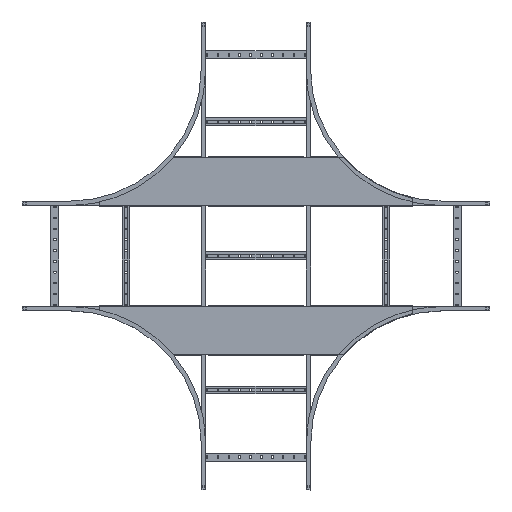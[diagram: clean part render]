
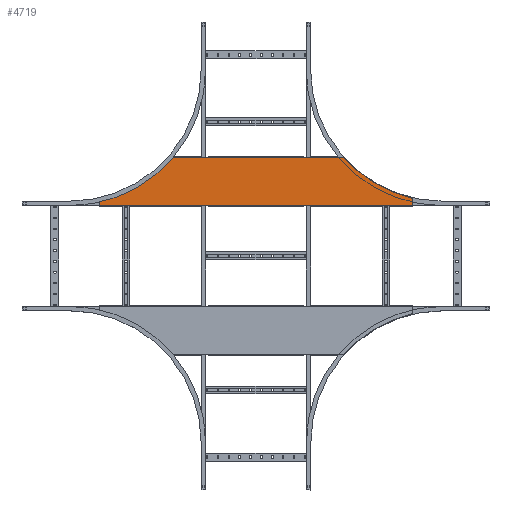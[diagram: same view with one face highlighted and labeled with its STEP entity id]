
A CAD part, top view. The second image highlights one B-rep face of the part: STEP entity #4719.
In plain terms, the highlighted face is planar.
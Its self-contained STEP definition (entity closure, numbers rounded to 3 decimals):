
#144 = CARTESIAN_POINT ( 'NONE',  ( 714.5, -1.2, -395.4 ) ) ;
#353 = EDGE_CURVE ( 'NONE', #9509, #2052, #2995, .T. ) ;
#395 = DIRECTION ( 'NONE',  ( 0., 0., 1. ) ) ;
#451 = LINE ( 'NONE', #144, #1068 ) ;
#597 = ORIENTED_EDGE ( 'NONE', *, *, #7578, .F. ) ;
#725 = ORIENTED_EDGE ( 'NONE', *, *, #353, .T. ) ;
#960 = CIRCLE ( 'NONE', #3121, 601.8 ) ;
#1068 = VECTOR ( 'NONE', #4818, 1000. ) ;
#1455 = VECTOR ( 'NONE', #6249, 1000. ) ;
#1617 = AXIS2_PLACEMENT_3D ( 'NONE', #4100, #7349, #2549 ) ;
#1763 = PLANE ( 'NONE',  #1617 ) ;
#1818 = CARTESIAN_POINT ( 'NONE',  ( -714.5, -1.2, -393.2 ) ) ;
#1994 = DIRECTION ( 'NONE',  ( 0., -1., 0. ) ) ;
#2028 = CARTESIAN_POINT ( 'NONE',  ( -710.647, -1.2, -358.957 ) ) ;
#2052 = VERTEX_POINT ( 'NONE', #2143 ) ;
#2066 = DIRECTION ( 'NONE',  ( 0., 0., -1. ) ) ;
#2143 = CARTESIAN_POINT ( 'NONE',  ( -399.051, -1.2, -173.2 ) ) ;
#2280 = CIRCLE ( 'NONE', #4336, 601.8 ) ;
#2438 = ORIENTED_EDGE ( 'NONE', *, *, #8441, .F. ) ;
#2502 = EDGE_CURVE ( 'NONE', #3585, #4852, #4810, .T. ) ;
#2549 = DIRECTION ( 'NONE',  ( 0., 0., 1. ) ) ;
#2995 = LINE ( 'NONE', #6232, #3386 ) ;
#2996 = VERTEX_POINT ( 'NONE', #7275 ) ;
#3092 = VERTEX_POINT ( 'NONE', #6700 ) ;
#3121 = AXIS2_PLACEMENT_3D ( 'NONE', #6744, #1994, #2066 ) ;
#3386 = VECTOR ( 'NONE', #5546, 1000. ) ;
#3482 = EDGE_CURVE ( 'NONE', #4852, #4746, #5144, .T. ) ;
#3585 = VERTEX_POINT ( 'NONE', #2028 ) ;
#3598 = EDGE_CURVE ( 'NONE', #9509, #3092, #960, .T. ) ;
#3615 = AXIS2_PLACEMENT_3D ( 'NONE', #6007, #6757, #395 ) ;
#3803 = CARTESIAN_POINT ( 'NONE',  ( 714.5, -1.2, -363.823 ) ) ;
#3932 = DIRECTION ( 'NONE',  ( 0., -1., 0. ) ) ;
#4100 = CARTESIAN_POINT ( 'NONE',  ( -848.677, -1.2, 226.8 ) ) ;
#4336 = AXIS2_PLACEMENT_3D ( 'NONE', #6550, #8140, #9704 ) ;
#4522 = EDGE_LOOP ( 'NONE', ( #2438, #6990, #4912, #4708, #597, #9257, #8814, #725 ) ) ;
#4708 = ORIENTED_EDGE ( 'NONE', *, *, #5804, .F. ) ;
#4719 = ADVANCED_FACE ( 'NONE', ( #5078 ), #1763, .F. ) ;
#4746 = VERTEX_POINT ( 'NONE', #1818 ) ;
#4810 = CIRCLE ( 'NONE', #4944, 5. ) ;
#4818 = DIRECTION ( 'NONE',  ( 0., 0., -1. ) ) ;
#4852 = VERTEX_POINT ( 'NONE', #10010 ) ;
#4885 = DIRECTION ( 'NONE',  ( -1., 0., 0. ) ) ;
#4912 = ORIENTED_EDGE ( 'NONE', *, *, #3482, .T. ) ;
#4944 = AXIS2_PLACEMENT_3D ( 'NONE', #9328, #3932, #9418 ) ;
#5078 = FACE_OUTER_BOUND ( 'NONE', #4522, .T. ) ;
#5144 = LINE ( 'NONE', #8723, #1455 ) ;
#5546 = DIRECTION ( 'NONE',  ( -1., 0., 0. ) ) ;
#5804 = EDGE_CURVE ( 'NONE', #2996, #4746, #9960, .T. ) ;
#6007 = CARTESIAN_POINT ( 'NONE',  ( 709.5, -1.2, -363.823 ) ) ;
#6232 = CARTESIAN_POINT ( 'NONE',  ( -560., -1.2, -173.2 ) ) ;
#6249 = DIRECTION ( 'NONE',  ( 0., 0., -1. ) ) ;
#6550 = CARTESIAN_POINT ( 'NONE',  ( -848.677, -1.2, 226.8 ) ) ;
#6700 = CARTESIAN_POINT ( 'NONE',  ( 710.647, -1.2, -358.957 ) ) ;
#6744 = CARTESIAN_POINT ( 'NONE',  ( 848.677, -1.2, 226.8 ) ) ;
#6757 = DIRECTION ( 'NONE',  ( 0., -1., 0. ) ) ;
#6990 = ORIENTED_EDGE ( 'NONE', *, *, #2502, .T. ) ;
#7234 = CARTESIAN_POINT ( 'NONE',  ( -1037., -1.2, -393.2 ) ) ;
#7275 = CARTESIAN_POINT ( 'NONE',  ( 714.5, -1.2, -393.2 ) ) ;
#7349 = DIRECTION ( 'NONE',  ( 0., 1., 0. ) ) ;
#7578 = EDGE_CURVE ( 'NONE', #8813, #2996, #451, .T. ) ;
#8004 = CIRCLE ( 'NONE', #3615, 5. ) ;
#8140 = DIRECTION ( 'NONE',  ( 0., -1., 0. ) ) ;
#8441 = EDGE_CURVE ( 'NONE', #3585, #2052, #2280, .T. ) ;
#8723 = CARTESIAN_POINT ( 'NONE',  ( -714.5, -1.2, 226.8 ) ) ;
#8813 = VERTEX_POINT ( 'NONE', #3803 ) ;
#8814 = ORIENTED_EDGE ( 'NONE', *, *, #3598, .F. ) ;
#9250 = EDGE_CURVE ( 'NONE', #8813, #3092, #8004, .T. ) ;
#9257 = ORIENTED_EDGE ( 'NONE', *, *, #9250, .T. ) ;
#9328 = CARTESIAN_POINT ( 'NONE',  ( -709.5, -1.2, -363.823 ) ) ;
#9418 = DIRECTION ( 'NONE',  ( 0., 0., 1. ) ) ;
#9509 = VERTEX_POINT ( 'NONE', #9534 ) ;
#9534 = CARTESIAN_POINT ( 'NONE',  ( 399.051, -1.2, -173.2 ) ) ;
#9593 = VECTOR ( 'NONE', #4885, 1000. ) ;
#9704 = DIRECTION ( 'NONE',  ( 0., 0., 1. ) ) ;
#9960 = LINE ( 'NONE', #7234, #9593 ) ;
#10010 = CARTESIAN_POINT ( 'NONE',  ( -714.5, -1.2, -363.823 ) ) ;
